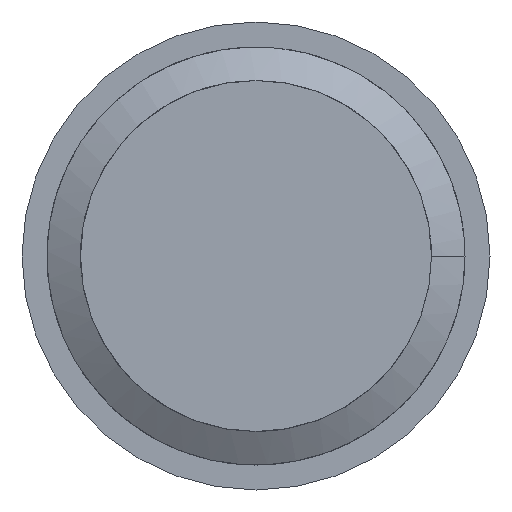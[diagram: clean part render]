
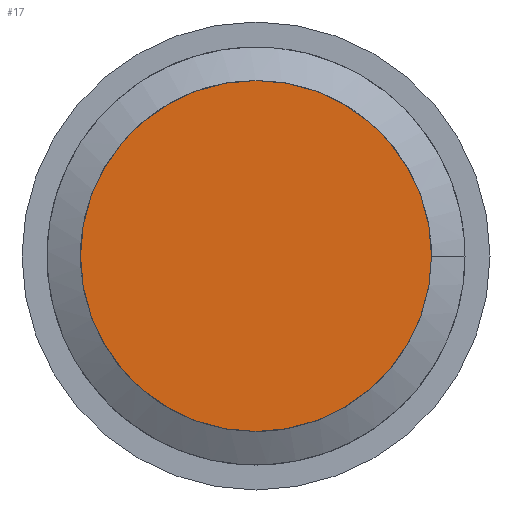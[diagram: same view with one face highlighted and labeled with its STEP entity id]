
A CAD part, front view. The second image highlights one B-rep face of the part: STEP entity #17.
In plain terms, the highlighted planar face has unit normal (0, -1, 0).
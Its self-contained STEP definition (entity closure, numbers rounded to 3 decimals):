
#10 = VERTEX_POINT ( 'NONE', #1702 ) ;
#17 = ADVANCED_FACE ( 'NONE', ( #1088 ), #1913, .F. ) ;
#86 = EDGE_LOOP ( 'NONE', ( #1083, #650, #1129 ) ) ;
#128 = CARTESIAN_POINT ( 'NONE',  ( 0., 0., 0. ) ) ;
#137 = CIRCLE ( 'NONE', #1486, 4.5 ) ;
#269 = AXIS2_PLACEMENT_3D ( 'NONE', #2513, #917, #687 ) ;
#313 = CIRCLE ( 'NONE', #899, 4.5 ) ;
#358 = DIRECTION ( 'NONE',  ( 0., 0., -1. ) ) ;
#498 = DIRECTION ( 'NONE',  ( 0., 0., -1. ) ) ;
#607 = EDGE_CURVE ( 'NONE', #10, #1084, #313, .T. ) ;
#650 = ORIENTED_EDGE ( 'NONE', *, *, #607, .T. ) ;
#687 = DIRECTION ( 'NONE',  ( 0., 0., 1. ) ) ;
#725 = AXIS2_PLACEMENT_3D ( 'NONE', #2228, #1212, #358 ) ;
#899 = AXIS2_PLACEMENT_3D ( 'NONE', #2337, #1066, #498 ) ;
#917 = DIRECTION ( 'NONE',  ( 0., 1., 0. ) ) ;
#935 = DIRECTION ( 'NONE',  ( 0., -1., 0. ) ) ;
#951 = EDGE_CURVE ( 'NONE', #1378, #10, #137, .T. ) ;
#1066 = DIRECTION ( 'NONE',  ( 0., -1., 0. ) ) ;
#1083 = ORIENTED_EDGE ( 'NONE', *, *, #951, .T. ) ;
#1084 = VERTEX_POINT ( 'NONE', #2023 ) ;
#1088 = FACE_OUTER_BOUND ( 'NONE', #86, .T. ) ;
#1129 = ORIENTED_EDGE ( 'NONE', *, *, #1132, .T. ) ;
#1132 = EDGE_CURVE ( 'NONE', #1084, #1378, #2044, .T. ) ;
#1212 = DIRECTION ( 'NONE',  ( 0., -1., 0. ) ) ;
#1298 = CARTESIAN_POINT ( 'NONE',  ( 4.5, 0., 0. ) ) ;
#1378 = VERTEX_POINT ( 'NONE', #1298 ) ;
#1486 = AXIS2_PLACEMENT_3D ( 'NONE', #128, #935, #2323 ) ;
#1702 = CARTESIAN_POINT ( 'NONE',  ( 0., 0., 4.5 ) ) ;
#1913 = PLANE ( 'NONE',  #269 ) ;
#2023 = CARTESIAN_POINT ( 'NONE',  ( 0., 0., -4.5 ) ) ;
#2044 = CIRCLE ( 'NONE', #725, 4.5 ) ;
#2228 = CARTESIAN_POINT ( 'NONE',  ( 0., 0., 0. ) ) ;
#2323 = DIRECTION ( 'NONE',  ( 0., 0., -1. ) ) ;
#2337 = CARTESIAN_POINT ( 'NONE',  ( 0., 0., 0. ) ) ;
#2513 = CARTESIAN_POINT ( 'NONE',  ( 0., 0., 0. ) ) ;
